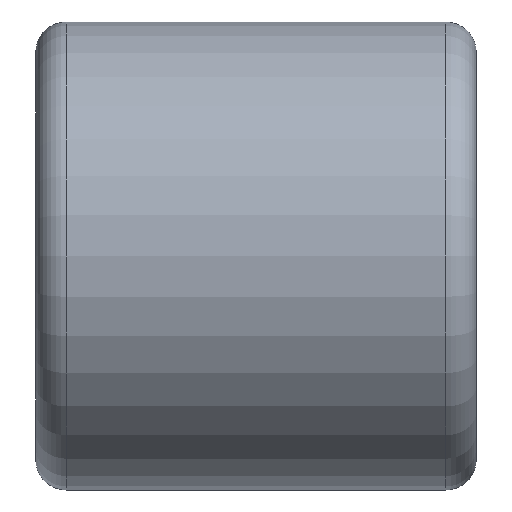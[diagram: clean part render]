
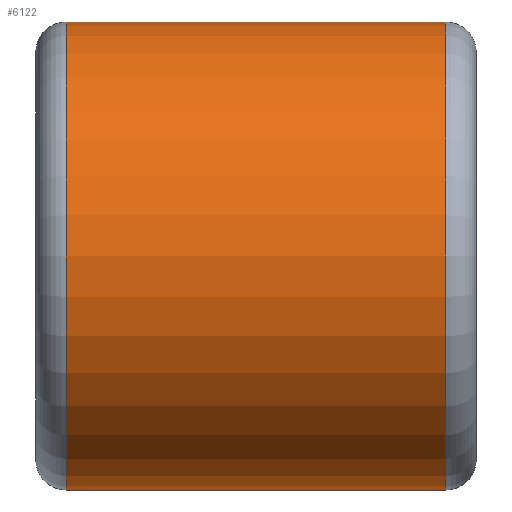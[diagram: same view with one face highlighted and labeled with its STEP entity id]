
A CAD part, front view. The second image highlights one B-rep face of the part: STEP entity #6122.
In plain terms, the highlighted cylindrical face has radius 42.5 mm (diameter 85 mm), a partial arc.
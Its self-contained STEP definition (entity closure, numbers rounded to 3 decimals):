
#33 = CIRCLE ( 'NONE', #5277, 42.5 ) ;
#184 = CARTESIAN_POINT ( 'NONE',  ( -34.5, 0., 291.987 ) ) ;
#280 = CYLINDRICAL_SURFACE ( 'NONE', #4882, 42.5 ) ;
#291 = VERTEX_POINT ( 'NONE', #2303 ) ;
#528 = VECTOR ( 'NONE', #2049, 1000. ) ;
#661 = CARTESIAN_POINT ( 'NONE',  ( 34.5, 0., 334.487 ) ) ;
#742 = FACE_OUTER_BOUND ( 'NONE', #4015, .T. ) ;
#798 = EDGE_CURVE ( 'NONE', #2868, #2680, #1284, .T. ) ;
#917 = CARTESIAN_POINT ( 'NONE',  ( 34.5, 0., 249.487 ) ) ;
#1093 = LINE ( 'NONE', #4932, #528 ) ;
#1173 = CARTESIAN_POINT ( 'NONE',  ( -57.637, 0., 291.987 ) ) ;
#1284 = CIRCLE ( 'NONE', #2124, 42.5 ) ;
#1348 = CARTESIAN_POINT ( 'NONE',  ( -57.637, 0., 249.487 ) ) ;
#1642 = EDGE_CURVE ( 'NONE', #2680, #291, #1093, .T. ) ;
#1758 = EDGE_CURVE ( 'NONE', #291, #2150, #33, .T. ) ;
#2049 = DIRECTION ( 'NONE',  ( -1., 0., 0. ) ) ;
#2124 = AXIS2_PLACEMENT_3D ( 'NONE', #2625, #2148, #6148 ) ;
#2148 = DIRECTION ( 'NONE',  ( -1., 0., 0. ) ) ;
#2150 = VERTEX_POINT ( 'NONE', #5391 ) ;
#2204 = DIRECTION ( 'NONE',  ( 1., 0., 0. ) ) ;
#2303 = CARTESIAN_POINT ( 'NONE',  ( -34.5, 0., 334.487 ) ) ;
#2548 = ORIENTED_EDGE ( 'NONE', *, *, #3930, .F. ) ;
#2625 = CARTESIAN_POINT ( 'NONE',  ( 34.5, 0., 291.987 ) ) ;
#2680 = VERTEX_POINT ( 'NONE', #661 ) ;
#2868 = VERTEX_POINT ( 'NONE', #917 ) ;
#3226 = DIRECTION ( 'NONE',  ( 0., 0., -1. ) ) ;
#3321 = DIRECTION ( 'NONE',  ( -1., 0., 0. ) ) ;
#3462 = ORIENTED_EDGE ( 'NONE', *, *, #798, .T. ) ;
#3930 = EDGE_CURVE ( 'NONE', #2868, #2150, #5302, .T. ) ;
#4015 = EDGE_LOOP ( 'NONE', ( #2548, #3462, #5845, #5995 ) ) ;
#4882 = AXIS2_PLACEMENT_3D ( 'NONE', #1173, #6165, #5673 ) ;
#4932 = CARTESIAN_POINT ( 'NONE',  ( -57.637, 0., 334.487 ) ) ;
#5277 = AXIS2_PLACEMENT_3D ( 'NONE', #184, #2204, #3226 ) ;
#5302 = LINE ( 'NONE', #1348, #5931 ) ;
#5391 = CARTESIAN_POINT ( 'NONE',  ( -34.5, 0., 249.487 ) ) ;
#5673 = DIRECTION ( 'NONE',  ( 0., 0., 1. ) ) ;
#5845 = ORIENTED_EDGE ( 'NONE', *, *, #1642, .T. ) ;
#5931 = VECTOR ( 'NONE', #3321, 1000. ) ;
#5995 = ORIENTED_EDGE ( 'NONE', *, *, #1758, .T. ) ;
#6122 = ADVANCED_FACE ( 'NONE', ( #742 ), #280, .T. ) ;
#6148 = DIRECTION ( 'NONE',  ( 0., 0., 1. ) ) ;
#6165 = DIRECTION ( 'NONE',  ( -1., 0., 0. ) ) ;
